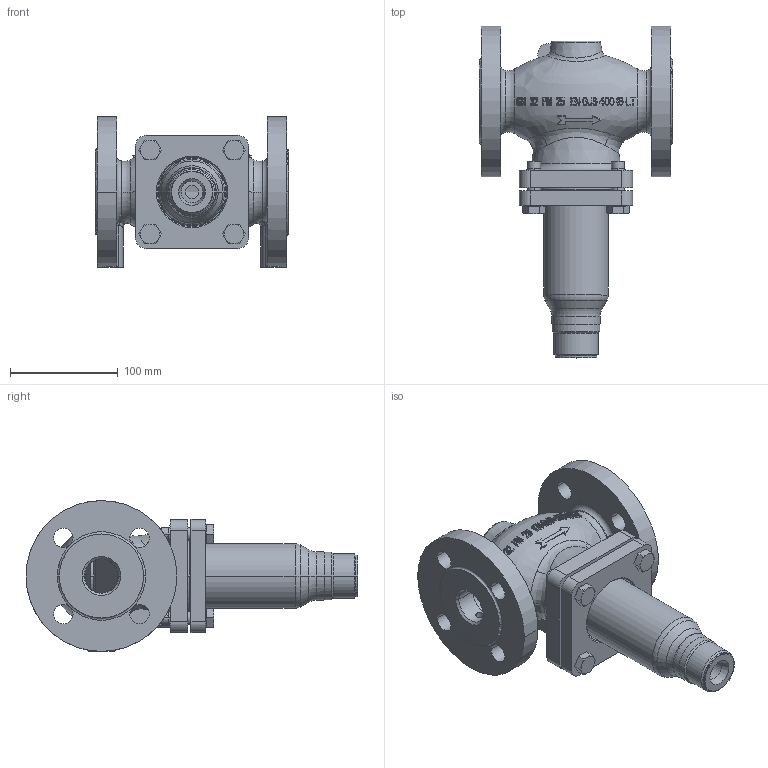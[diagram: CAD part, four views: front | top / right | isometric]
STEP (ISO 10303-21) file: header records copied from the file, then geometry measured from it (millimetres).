
FILE_DESCRIPTION((''),'2;1');
FILE_NAME('065B2404_ASM','2015-03-13T',('u317927'),('Danfoss'),'PRO/ENGINEER BY PARAMETRIC TECHNOLOGY CORPORATION, 2014000','PRO/ENGINEER BY PARAMETRIC TECHNOLOGY CORPORATION, 2014000','');
FILE_SCHEMA(('CONFIG_CONTROL_DESIGN'));
Length unit declared in the file: millimetre
Products named in the file (7): 8861183; 8861043; 8861045; 8861022; 5184022; ZVAR_1; 065B2404_ASM
Assembly tree (9 placements, depth 2):
  065B2404_ASM
    8861183
    8861043
    8861045
    8861022
    5184022  x4
    ZVAR_1
Bounding box: 180 x 308.1 x 140 mm (x, y, z)
Volume: 1325534.7 mm3; surface area: 299076.7 mm2
Topology: 9 solids, 21 shells, 1095 faces, 2863 edges, 1847 vertices
Faces by surface type: plane 701, cylinder 176, cone 87, bspline 82, torus 47, sphere 2
Entity records: 36077 total; most frequent: CARTESIAN_POINT 12526, ORIENTED_EDGE 5342, DIRECTION 4161, EDGE_CURVE 2689, VERTEX_POINT 1739, AXIS2_PLACEMENT_3D 1586, EDGE_LOOP 1114, B_SPLINE_CURVE_WITH_KNOTS 1068
